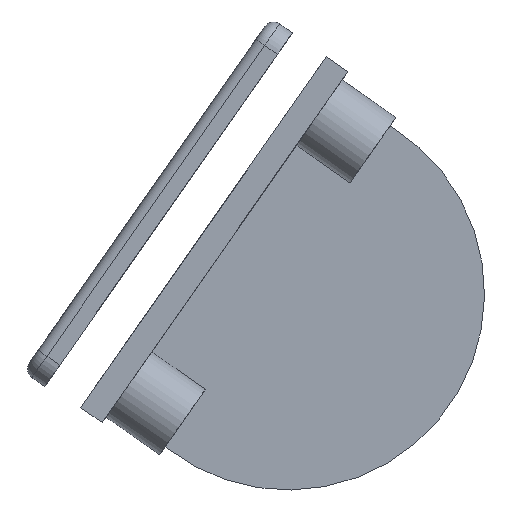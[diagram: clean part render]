
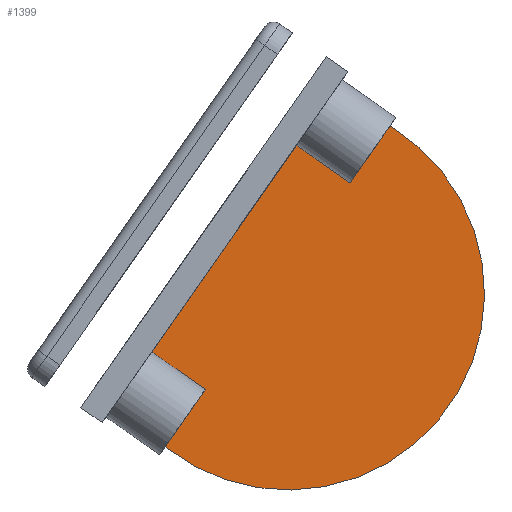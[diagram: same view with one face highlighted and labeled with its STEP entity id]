
A CAD part, front view. The second image highlights one B-rep face of the part: STEP entity #1399.
In plain terms, the highlighted planar face has unit normal (0, -1, 0).
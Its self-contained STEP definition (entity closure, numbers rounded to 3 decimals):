
#74=PLANE('',#1533);
#162=LINE('',#2234,#289);
#163=LINE('',#2236,#290);
#164=LINE('',#2238,#291);
#165=LINE('',#2242,#292);
#166=LINE('',#2244,#293);
#167=LINE('',#2246,#294);
#168=LINE('',#2247,#295);
#289=VECTOR('',#1825,10.);
#290=VECTOR('',#1826,10.);
#291=VECTOR('',#1827,10.);
#292=VECTOR('',#1830,10.);
#293=VECTOR('',#1831,10.);
#294=VECTOR('',#1832,10.);
#295=VECTOR('',#1833,10.);
#423=FACE_OUTER_BOUND('',#518,.T.);
#518=EDGE_LOOP('',(#1153,#1154,#1155,#1156,#1157,#1158,#1159,#1160));
#608=CIRCLE('',#1534,15.);
#700=VERTEX_POINT('',#2232);
#701=VERTEX_POINT('',#2233);
#702=VERTEX_POINT('',#2235);
#703=VERTEX_POINT('',#2237);
#704=VERTEX_POINT('',#2239);
#705=VERTEX_POINT('',#2241);
#706=VERTEX_POINT('',#2243);
#707=VERTEX_POINT('',#2245);
#864=EDGE_CURVE('',#700,#701,#162,.T.);
#865=EDGE_CURVE('',#702,#700,#163,.T.);
#866=EDGE_CURVE('',#703,#702,#164,.T.);
#867=EDGE_CURVE('',#703,#704,#608,.T.);
#868=EDGE_CURVE('',#705,#704,#165,.T.);
#869=EDGE_CURVE('',#706,#705,#166,.T.);
#870=EDGE_CURVE('',#707,#706,#167,.T.);
#871=EDGE_CURVE('',#701,#707,#168,.T.);
#1153=ORIENTED_EDGE('',*,*,#864,.F.);
#1154=ORIENTED_EDGE('',*,*,#865,.F.);
#1155=ORIENTED_EDGE('',*,*,#866,.F.);
#1156=ORIENTED_EDGE('',*,*,#867,.T.);
#1157=ORIENTED_EDGE('',*,*,#868,.F.);
#1158=ORIENTED_EDGE('',*,*,#869,.F.);
#1159=ORIENTED_EDGE('',*,*,#870,.F.);
#1160=ORIENTED_EDGE('',*,*,#871,.F.);
#1399=ADVANCED_FACE('',(#423),#74,.F.);
#1533=AXIS2_PLACEMENT_3D('',#2231,#1823,#1824);
#1534=AXIS2_PLACEMENT_3D('',#2240,#1828,#1829);
#1823=DIRECTION('center_axis',(0.,1.,0.));
#1824=DIRECTION('ref_axis',(-1.,0.,0.));
#1825=DIRECTION('',(-0.819,0.,0.574));
#1826=DIRECTION('',(0.574,0.,0.819));
#1827=DIRECTION('',(0.819,0.,-0.574));
#1828=DIRECTION('center_axis',(0.,-1.,0.));
#1829=DIRECTION('ref_axis',(-1.,0.,0.));
#1830=DIRECTION('',(-0.819,0.,0.574));
#1831=DIRECTION('',(0.574,0.,0.819));
#1832=DIRECTION('',(0.819,0.,-0.574));
#1833=DIRECTION('',(0.574,0.,0.819));
#2231=CARTESIAN_POINT('Origin',(2961.93,6361.574,-30.036));
#2232=CARTESIAN_POINT('',(2950.322,6361.574,-35.467));
#2233=CARTESIAN_POINT('',(2946.227,6361.574,-32.599));
#2234=CARTESIAN_POINT('',(2946.227,6361.574,-32.599));
#2235=CARTESIAN_POINT('',(2949.013,6361.574,-37.337));
#2236=CARTESIAN_POINT('',(2953.18,6361.574,-31.386));
#2237=CARTESIAN_POINT('',(2945.043,6361.574,-34.557));
#2238=CARTESIAN_POINT('',(2944.917,6361.574,-34.469));
#2239=CARTESIAN_POINT('',(2960.963,6361.574,-11.942));
#2240=CARTESIAN_POINT('Origin',(2957.755,6361.574,-26.595));
#2241=CARTESIAN_POINT('',(2964.876,6361.574,-14.682));
#2242=CARTESIAN_POINT('',(2960.781,6361.574,-11.814));
#2243=CARTESIAN_POINT('',(2963.567,6361.574,-16.552));
#2244=CARTESIAN_POINT('',(2960.457,6361.574,-20.993));
#2245=CARTESIAN_POINT('',(2959.471,6361.574,-13.684));
#2246=CARTESIAN_POINT('',(2959.471,6361.574,-13.684));
#2247=CARTESIAN_POINT('',(2952.76,6361.574,-23.269));
